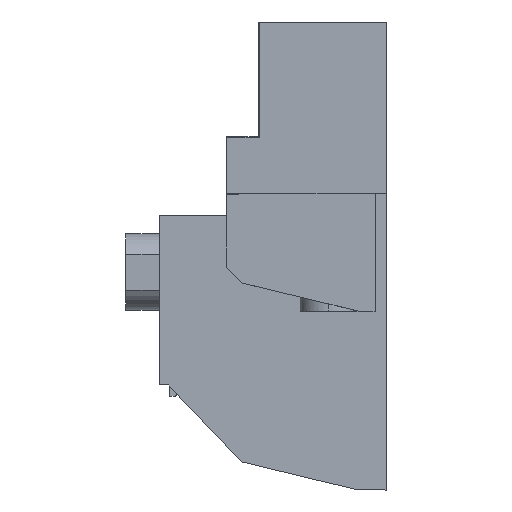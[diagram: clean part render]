
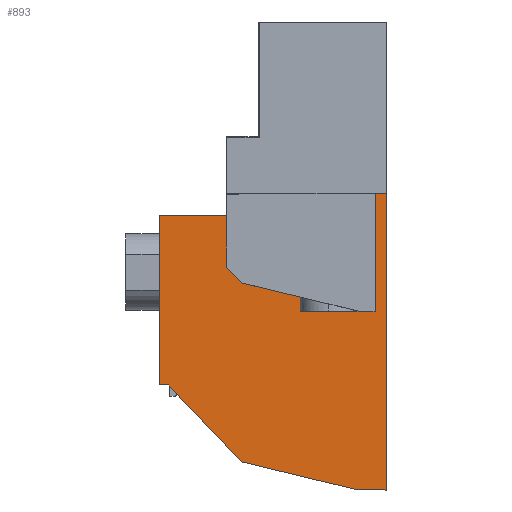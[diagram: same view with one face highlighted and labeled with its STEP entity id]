
A CAD part, left-side view. The second image highlights one B-rep face of the part: STEP entity #893.
In plain terms, the highlighted planar face has unit normal (-1, 0, 0).
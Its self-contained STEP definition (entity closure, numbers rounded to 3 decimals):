
#824=AXIS2_PLACEMENT_3D('Plane Axis2P3D',#821,#822,#823) ;
#180=CARTESIAN_POINT('Vertex',(7.62,0.,0.)) ;
#183=CARTESIAN_POINT('Line Origine',(7.62,1.25,0.)) ;
#187=CARTESIAN_POINT('Vertex',(7.62,2.5,0.)) ;
#300=CARTESIAN_POINT('Line Origine',(7.62,7.675,1.25)) ;
#304=CARTESIAN_POINT('Vertex',(7.62,12.85,2.5)) ;
#472=CARTESIAN_POINT('Vertex',(7.62,0.,27.93)) ;
#475=CARTESIAN_POINT('Line Origine',(7.62,0.,13.965)) ;
#821=CARTESIAN_POINT('Axis2P3D Location',(7.62,0.,41.45)) ;
#826=CARTESIAN_POINT('Line Origine',(7.62,5.625,27.93)) ;
#830=CARTESIAN_POINT('Vertex',(7.62,11.25,27.93)) ;
#833=CARTESIAN_POINT('Line Origine',(7.62,11.25,34.69)) ;
#837=CARTESIAN_POINT('Vertex',(7.62,11.25,41.45)) ;
#840=CARTESIAN_POINT('Line Origine',(7.62,11.275,41.45)) ;
#844=CARTESIAN_POINT('Vertex',(7.62,11.3,41.45)) ;
#847=CARTESIAN_POINT('Line Origine',(7.62,11.3,32.875)) ;
#851=CARTESIAN_POINT('Vertex',(7.62,11.3,24.3)) ;
#854=CARTESIAN_POINT('Line Origine',(7.62,15.7,24.3)) ;
#858=CARTESIAN_POINT('Vertex',(7.62,20.1,24.3)) ;
#861=CARTESIAN_POINT('Line Origine',(7.62,20.1,16.8)) ;
#865=CARTESIAN_POINT('Vertex',(7.62,20.1,9.3)) ;
#868=CARTESIAN_POINT('Line Origine',(7.62,19.7,9.3)) ;
#872=CARTESIAN_POINT('Vertex',(7.62,19.3,9.3)) ;
#875=CARTESIAN_POINT('Line Origine',(7.62,16.075,5.9)) ;
#184=DIRECTION('Vector Direction',(0.,-1.,0.)) ;
#301=DIRECTION('Vector Direction',(0.,-0.972,-0.235)) ;
#476=DIRECTION('Vector Direction',(0.,0.,-1.)) ;
#822=DIRECTION('Axis2P3D Direction',(1.,0.,0.)) ;
#823=DIRECTION('Axis2P3D XDirection',(0.,0.,-1.)) ;
#827=DIRECTION('Vector Direction',(0.,-1.,0.)) ;
#834=DIRECTION('Vector Direction',(0.,0.,-1.)) ;
#841=DIRECTION('Vector Direction',(0.,-1.,0.)) ;
#848=DIRECTION('Vector Direction',(0.,0.,-1.)) ;
#855=DIRECTION('Vector Direction',(0.,-1.,0.)) ;
#862=DIRECTION('Vector Direction',(0.,0.,-1.)) ;
#869=DIRECTION('Vector Direction',(0.,-1.,0.)) ;
#876=DIRECTION('Vector Direction',(0.,-0.688,-0.726)) ;
#185=VECTOR('Line Direction',#184,1.) ;
#302=VECTOR('Line Direction',#301,1.) ;
#477=VECTOR('Line Direction',#476,1.) ;
#828=VECTOR('Line Direction',#827,1.) ;
#835=VECTOR('Line Direction',#834,1.) ;
#842=VECTOR('Line Direction',#841,1.) ;
#849=VECTOR('Line Direction',#848,1.) ;
#856=VECTOR('Line Direction',#855,1.) ;
#863=VECTOR('Line Direction',#862,1.) ;
#870=VECTOR('Line Direction',#869,1.) ;
#877=VECTOR('Line Direction',#876,1.) ;
#881=ORIENTED_EDGE('',*,*,#832,.F.) ;
#882=ORIENTED_EDGE('',*,*,#839,.F.) ;
#883=ORIENTED_EDGE('',*,*,#846,.F.) ;
#884=ORIENTED_EDGE('',*,*,#853,.T.) ;
#885=ORIENTED_EDGE('',*,*,#860,.F.) ;
#886=ORIENTED_EDGE('',*,*,#867,.F.) ;
#887=ORIENTED_EDGE('',*,*,#874,.F.) ;
#888=ORIENTED_EDGE('',*,*,#879,.F.) ;
#889=ORIENTED_EDGE('',*,*,#306,.F.) ;
#890=ORIENTED_EDGE('',*,*,#189,.F.) ;
#891=ORIENTED_EDGE('',*,*,#479,.F.) ;
#893=ADVANCED_FACE('HOUSING.1',(#892),#825,.F.) ;
#189=EDGE_CURVE('',#181,#188,#186,.F.) ;
#306=EDGE_CURVE('',#188,#305,#303,.F.) ;
#479=EDGE_CURVE('',#473,#181,#478,.T.) ;
#832=EDGE_CURVE('',#831,#473,#829,.T.) ;
#839=EDGE_CURVE('',#838,#831,#836,.T.) ;
#846=EDGE_CURVE('',#845,#838,#843,.T.) ;
#853=EDGE_CURVE('',#845,#852,#850,.T.) ;
#860=EDGE_CURVE('',#859,#852,#857,.T.) ;
#867=EDGE_CURVE('',#866,#859,#864,.F.) ;
#874=EDGE_CURVE('',#873,#866,#871,.F.) ;
#879=EDGE_CURVE('',#305,#873,#878,.F.) ;
#880=EDGE_LOOP('',(#881,#882,#883,#884,#885,#886,#887,#888,#889,#890,#891)) ;
#892=FACE_OUTER_BOUND('',#880,.T.) ;
#186=LINE('Line',#183,#185) ;
#303=LINE('Line',#300,#302) ;
#478=LINE('Line',#475,#477) ;
#829=LINE('Line',#826,#828) ;
#836=LINE('Line',#833,#835) ;
#843=LINE('Line',#840,#842) ;
#850=LINE('Line',#847,#849) ;
#857=LINE('Line',#854,#856) ;
#864=LINE('Line',#861,#863) ;
#871=LINE('Line',#868,#870) ;
#878=LINE('Line',#875,#877) ;
#825=PLANE('',#824) ;
#181=VERTEX_POINT('',#180) ;
#188=VERTEX_POINT('',#187) ;
#305=VERTEX_POINT('',#304) ;
#473=VERTEX_POINT('',#472) ;
#831=VERTEX_POINT('',#830) ;
#838=VERTEX_POINT('',#837) ;
#845=VERTEX_POINT('',#844) ;
#852=VERTEX_POINT('',#851) ;
#859=VERTEX_POINT('',#858) ;
#866=VERTEX_POINT('',#865) ;
#873=VERTEX_POINT('',#872) ;
